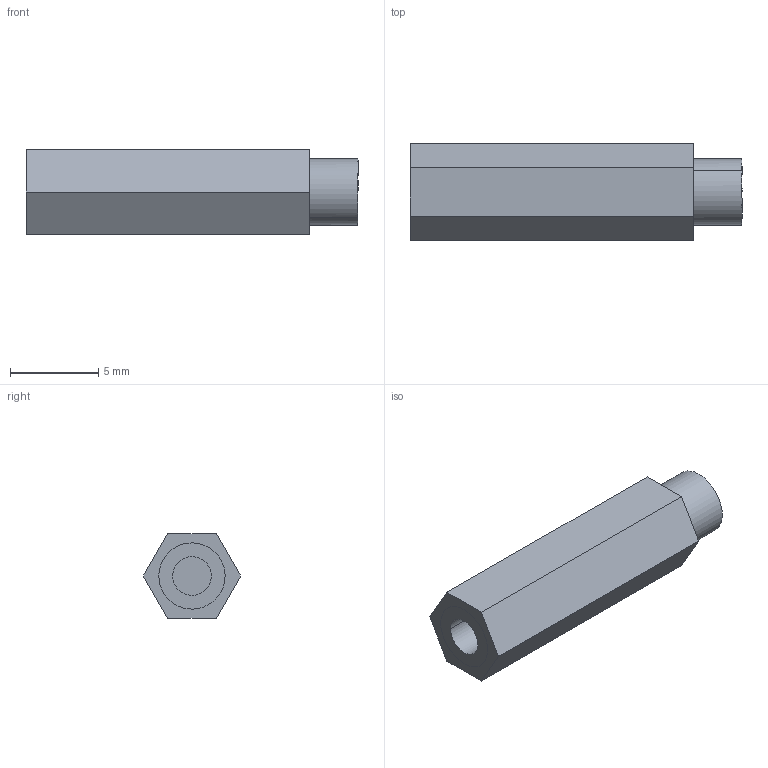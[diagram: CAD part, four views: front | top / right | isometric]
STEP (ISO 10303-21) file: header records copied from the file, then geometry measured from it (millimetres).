
FILE_DESCRIPTION(/* description */ (''),/* implementation_level */ '2;1');
FILE_NAME(/* name */ '20161017_MM_TopHole_DWC',/* time_stamp */ '2016-10-17T11:44:49-04:00',/* author */ (''),/* organization */ (''),/* preprocessor_version */ 'ST-DEVELOPER v15',/* originating_system */ '',/* authorisation */ '');
FILE_SCHEMA (('AUTOMOTIVE_DESIGN'));
Length unit declared in the file: inch
Products named in the file (1): Document
Bounding box: 18.77 x 5.5 x 4.76 mm (x, y, z)
Volume: 309.1 mm3; surface area: 401.3 mm2
Topology: 1 solids, 1 shells, 18 faces, 37 edges, 25 vertices
Faces by surface type: plane 12, bspline 6
Entity records: 499 total; most frequent: CARTESIAN_POINT 216, ORIENTED_EDGE 74, EDGE_CURVE 37, VERTEX_POINT 25, EDGE_LOOP 22, B_SPLINE_CURVE_WITH_KNOTS 22, ADVANCED_FACE 18, FACE_OUTER_BOUND 18
